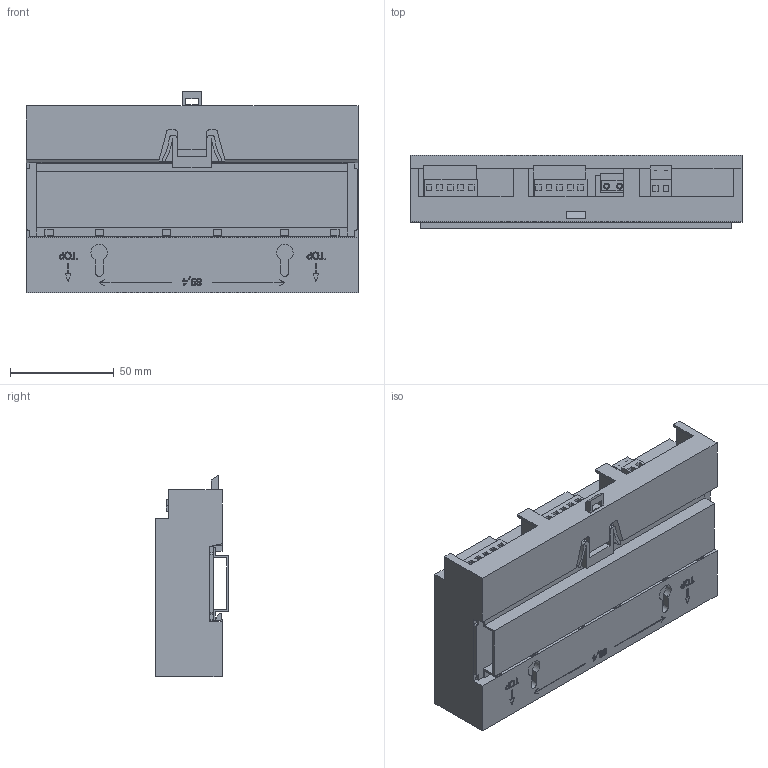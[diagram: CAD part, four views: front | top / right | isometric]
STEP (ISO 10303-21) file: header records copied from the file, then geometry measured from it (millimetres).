
FILE_DESCRIPTION((''),'2;1');
FILE_NAME('OUT_OC70V0','2024-07-31T10:54:52',('U388355'),('Danfoss Drives'),'CREO PARAMETRIC BY PTC INC, 2022124','CREO PARAMETRIC BY PTC INC, 2022124','');
FILE_SCHEMA(('CONFIG_CONTROL_DESIGN','GEOMETRIC_VALIDATION_PROPERTIES_MIM'));
Length unit declared in the file: millimetre
Products named in the file (1): OUT_OC70V0
Bounding box: 159.87 x 35.4 x 97.01 mm (x, y, z)
Volume: 243164.4 mm3; surface area: 96303.9 mm2
Topology: 1 solids, 2 shells, 589 faces, 1582 edges, 1052 vertices
Faces by surface type: plane 417, extrusion 92, cylinder 80
Entity records: 20162 total; most frequent: CARTESIAN_POINT 4091, ORIENTED_EDGE 3164, DIRECTION 2644, EDGE_CURVE 1582, COLOUR_RGB 1359, VECTOR 1326, LINE 1234, VERTEX_POINT 1052
